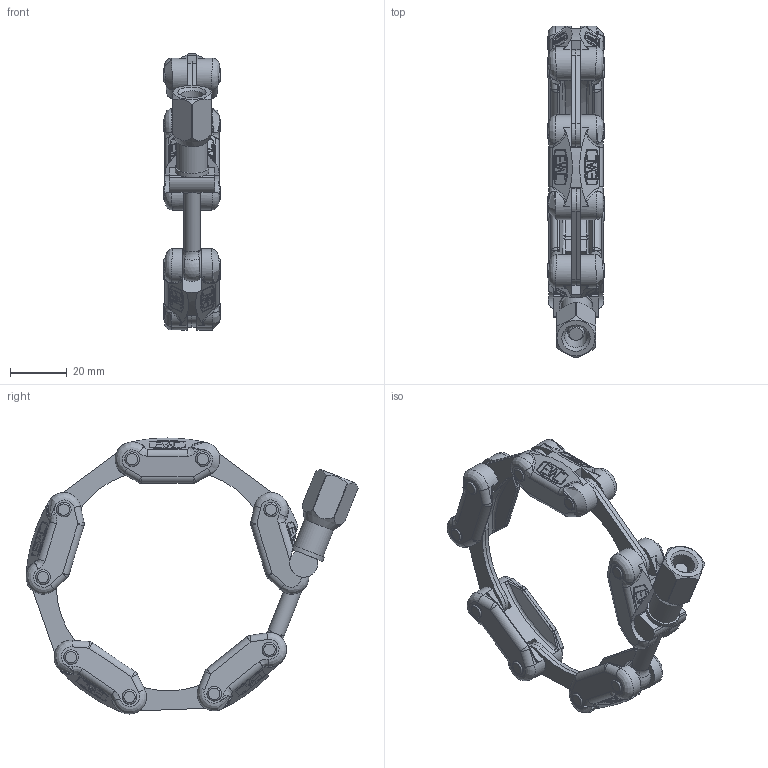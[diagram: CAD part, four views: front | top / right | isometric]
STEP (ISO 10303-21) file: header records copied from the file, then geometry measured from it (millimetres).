
FILE_DESCRIPTION(/* description */ (''),/* implementation_level */ '2;1');
FILE_NAME(/* name */ '30.050006.151.650',/* time_stamp */ '2018-07-16T13:47:45+02:00',/* author */ ('Murat Coskun Bicak'),/* organization */ ('Evac AG'),/* preprocessor_version */ 'ST-DEVELOPER v16.7',/* originating_system */ 'DEX',/* authorisation */ $);
FILE_SCHEMA (('AUTOMOTIVE_DESIGN {1 0 10303 214 3 1 1}'));
Length unit declared in the file: millimetre
Products named in the file (10): 30.050006.151.650; 03.230.010-ST; 03.230.011-ST; 03.230.012-ST; 03.030.030-IX; 03.020.008-ST; 03.034.007-IXMY; 03.036.004-IX; 00.1506.00-IXMY; 03.037.004-IX
Assembly tree (26 placements, depth 2):
  30.050006.151.650
    03.230.010-ST  x3
    03.230.011-ST
    03.230.012-ST
    03.030.030-IX  x8
    03.020.008-ST  x9
    03.034.007-IXMY
    03.036.004-IX
    00.1506.00-IXMY
    03.037.004-IX
Bounding box: 20 x 117.38 x 97.59 mm (x, y, z)
Volume: 39551.1 mm3; surface area: 28947.2 mm2
Topology: 26 solids, 26 shells, 2168 faces, 5462 edges, 3292 vertices
Faces by surface type: cylinder 936, plane 705, sphere 249, torus 140, bspline 130, cone 8
Full cylindrical faces by diameter (mm): 4.917 x1, 5 x26, 5.2 x18, 6 x1, 6.2 x1, 6.4 x1, 8 x1, 11 x1, 12 x1
Entity records: 35571 total; most frequent: CARTESIAN_POINT 10244, ORIENTED_EDGE 5254, DIRECTION 5147, EDGE_CURVE 2627, AXIS2_PLACEMENT_3D 1889, VERTEX_POINT 1639, LINE 1369, VECTOR 1369
